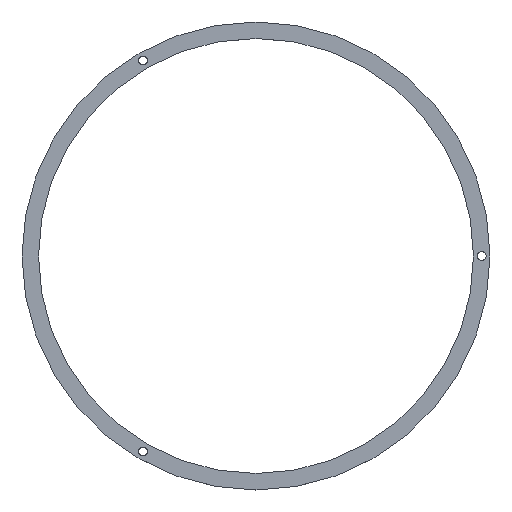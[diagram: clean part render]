
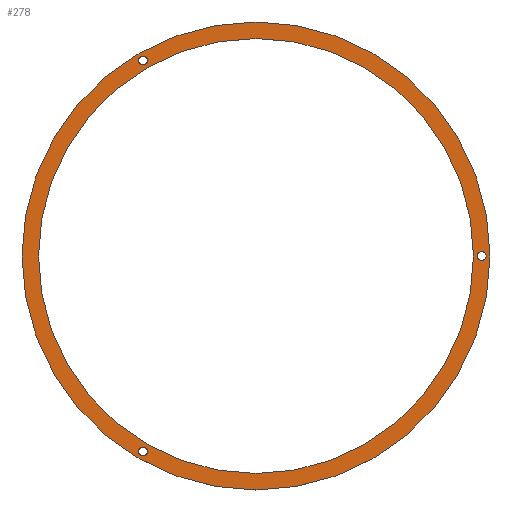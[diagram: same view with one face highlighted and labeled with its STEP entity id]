
A CAD part, top view. The second image highlights one B-rep face of the part: STEP entity #278.
In plain terms, the highlighted planar face has unit normal (0, 0, 1).
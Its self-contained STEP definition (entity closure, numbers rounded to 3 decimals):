
#59=CARTESIAN_POINT('',(0.,0.,10.));
#60=DIRECTION('',(0.,0.,1.));
#61=DIRECTION('',(0.,1.,0.));
#62=AXIS2_PLACEMENT_3D('',#59,#60,#61);
#64=CARTESIAN_POINT('',(0.,0.,10.));
#65=DIRECTION('',(0.,0.,1.));
#66=DIRECTION('',(0.,-1.,0.));
#67=AXIS2_PLACEMENT_3D('',#64,#65,#66);
#69=CARTESIAN_POINT('',(0.,0.,10.));
#70=DIRECTION('',(0.,0.,-1.));
#71=DIRECTION('',(0.,1.,0.));
#72=AXIS2_PLACEMENT_3D('',#69,#70,#71);
#74=CARTESIAN_POINT('',(0.,0.,10.));
#75=DIRECTION('',(0.,0.,-1.));
#76=DIRECTION('',(0.,-1.,0.));
#77=AXIS2_PLACEMENT_3D('',#74,#75,#76);
#79=CARTESIAN_POINT('',(342.5,0.,10.));
#80=DIRECTION('',(0.,0.,1.));
#81=DIRECTION('',(0.,1.,0.));
#82=AXIS2_PLACEMENT_3D('',#79,#80,#81);
#84=CARTESIAN_POINT('',(342.5,0.,10.));
#85=DIRECTION('',(0.,0.,1.));
#86=DIRECTION('',(0.,-1.,0.));
#87=AXIS2_PLACEMENT_3D('',#84,#85,#86);
#89=CARTESIAN_POINT('',(-171.25,296.614,10.));
#90=DIRECTION('',(0.,0.,1.));
#91=DIRECTION('',(-0.866,-0.5,0.));
#92=AXIS2_PLACEMENT_3D('',#89,#90,#91);
#94=CARTESIAN_POINT('',(-171.25,296.614,10.));
#95=DIRECTION('',(0.,0.,1.));
#96=DIRECTION('',(0.866,0.5,0.));
#97=AXIS2_PLACEMENT_3D('',#94,#95,#96);
#99=CARTESIAN_POINT('',(-171.25,-296.614,10.));
#100=DIRECTION('',(0.,0.,1.));
#101=DIRECTION('',(0.866,-0.5,0.));
#102=AXIS2_PLACEMENT_3D('',#99,#100,#101);
#104=CARTESIAN_POINT('',(-171.25,-296.614,10.));
#105=DIRECTION('',(0.,0.,1.));
#106=DIRECTION('',(-0.866,0.5,0.));
#107=AXIS2_PLACEMENT_3D('',#104,#105,#106);
#149=CARTESIAN_POINT('',(0.,355.,10.));
#150=CARTESIAN_POINT('',(0.,-355.,10.));
#151=VERTEX_POINT('',#149);
#152=VERTEX_POINT('',#150);
#153=CARTESIAN_POINT('',(0.,330.,10.));
#154=CARTESIAN_POINT('',(0.,-330.,10.));
#155=VERTEX_POINT('',#153);
#156=VERTEX_POINT('',#154);
#161=CARTESIAN_POINT('',(342.5,6.75,10.));
#162=CARTESIAN_POINT('',(342.5,-6.75,10.));
#163=VERTEX_POINT('',#161);
#164=VERTEX_POINT('',#162);
#169=CARTESIAN_POINT('',(-177.096,293.239,10.));
#170=CARTESIAN_POINT('',(-165.404,299.989,10.));
#171=VERTEX_POINT('',#169);
#172=VERTEX_POINT('',#170);
#177=CARTESIAN_POINT('',(-165.404,-299.989,10.));
#178=CARTESIAN_POINT('',(-177.096,-293.239,10.));
#179=VERTEX_POINT('',#177);
#180=VERTEX_POINT('',#178);
#245=CARTESIAN_POINT('',(0.,0.,10.));
#246=DIRECTION('',(0.,0.,1.));
#247=DIRECTION('',(0.,1.,0.));
#248=AXIS2_PLACEMENT_3D('',#245,#246,#247);
#249=PLANE('',#248);
#250=ORIENTED_EDGE('',*,*,#225,.F.);
#251=ORIENTED_EDGE('',*,*,#239,.F.);
#252=EDGE_LOOP('',(#250,#251));
#253=FACE_OUTER_BOUND('',#252,.F.);
#255=ORIENTED_EDGE('',*,*,#254,.F.);
#257=ORIENTED_EDGE('',*,*,#256,.F.);
#258=EDGE_LOOP('',(#255,#257));
#259=FACE_BOUND('',#258,.F.);
#261=ORIENTED_EDGE('',*,*,#260,.T.);
#263=ORIENTED_EDGE('',*,*,#262,.T.);
#264=EDGE_LOOP('',(#261,#263));
#265=FACE_BOUND('',#264,.F.);
#267=ORIENTED_EDGE('',*,*,#266,.T.);
#269=ORIENTED_EDGE('',*,*,#268,.T.);
#270=EDGE_LOOP('',(#267,#269));
#271=FACE_BOUND('',#270,.F.);
#273=ORIENTED_EDGE('',*,*,#272,.T.);
#275=ORIENTED_EDGE('',*,*,#274,.T.);
#276=EDGE_LOOP('',(#273,#275));
#277=FACE_BOUND('',#276,.F.);
#278=ADVANCED_FACE('',(#253,#259,#265,#271,#277),#249,.T.);
#63=CIRCLE('',#62,355.);
#68=CIRCLE('',#67,355.);
#73=CIRCLE('',#72,330.);
#78=CIRCLE('',#77,330.);
#83=CIRCLE('',#82,6.75);
#88=CIRCLE('',#87,6.75);
#93=CIRCLE('',#92,6.75);
#98=CIRCLE('',#97,6.75);
#103=CIRCLE('',#102,6.75);
#108=CIRCLE('',#107,6.75);
#225=EDGE_CURVE('',#151,#152,#63,.T.);
#239=EDGE_CURVE('',#152,#151,#68,.T.);
#254=EDGE_CURVE('',#155,#156,#73,.T.);
#256=EDGE_CURVE('',#156,#155,#78,.T.);
#260=EDGE_CURVE('',#163,#164,#83,.T.);
#262=EDGE_CURVE('',#164,#163,#88,.T.);
#266=EDGE_CURVE('',#171,#172,#93,.T.);
#268=EDGE_CURVE('',#172,#171,#98,.T.);
#272=EDGE_CURVE('',#179,#180,#103,.T.);
#274=EDGE_CURVE('',#180,#179,#108,.T.);
